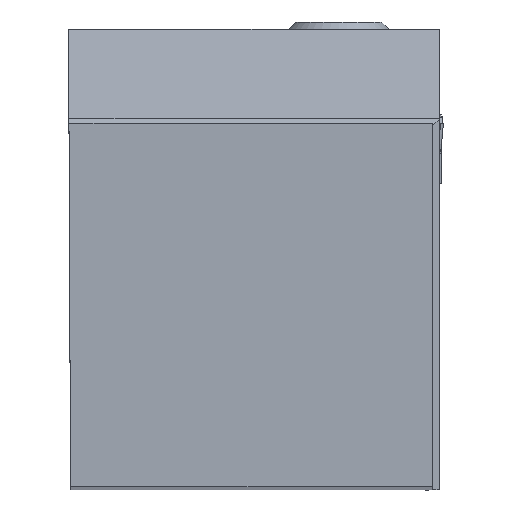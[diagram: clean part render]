
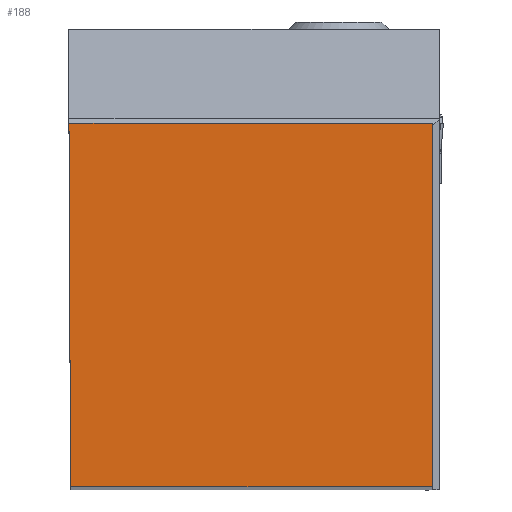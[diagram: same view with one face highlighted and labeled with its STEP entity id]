
A CAD part, top view. The second image highlights one B-rep face of the part: STEP entity #188.
In plain terms, the highlighted planar face has unit normal (0, 0, 1).
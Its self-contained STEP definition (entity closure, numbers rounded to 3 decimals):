
#188=ADVANCED_FACE('BLANK_BOXF006',(#310),#239,.F.);
#239=PLANE('',#1618);
#310=FACE_OUTER_BOUND('',#384,.T.);
#384=EDGE_LOOP('',(#714,#715,#716,#717));
#714=ORIENTED_EDGE('',*,*,#1110,.T.);
#715=ORIENTED_EDGE('',*,*,#1111,.T.);
#716=ORIENTED_EDGE('',*,*,#1112,.T.);
#717=ORIENTED_EDGE('',*,*,#1104,.T.);
#921=VERTEX_POINT('',#2816);
#922=VERTEX_POINT('',#2818);
#925=VERTEX_POINT('',#2829);
#926=VERTEX_POINT('',#2831);
#1104=EDGE_CURVE('',#922,#921,#1254,.T.);
#1110=EDGE_CURVE('',#921,#925,#1260,.T.);
#1111=EDGE_CURVE('',#925,#926,#1261,.T.);
#1112=EDGE_CURVE('',#926,#922,#1262,.T.);
#1254=LINE('',#2817,#1418);
#1260=LINE('',#2828,#1424);
#1261=LINE('',#2830,#1425);
#1262=LINE('',#2832,#1426);
#1418=VECTOR('',#1878,1.);
#1424=VECTOR('',#1888,1.);
#1425=VECTOR('',#1889,1.);
#1426=VECTOR('',#1890,1.);
#1618=AXIS2_PLACEMENT_3D('',#2833,#1891,#1892);
#1878=DIRECTION('',(1.,0.,0.));
#1888=DIRECTION('',(0.,1.,0.));
#1889=DIRECTION('',(-1.,0.,0.));
#1890=DIRECTION('',(0.004,-1.,0.));
#1891=DIRECTION('',(0.,0.,-1.));
#1892=DIRECTION('',(0.,-1.,0.));
#2816=CARTESIAN_POINT('',(25.273,0.,0.));
#2817=CARTESIAN_POINT('',(-126.3,0.,0.));
#2818=CARTESIAN_POINT('',(0.11,0.,0.));
#2828=CARTESIAN_POINT('',(25.273,-126.3,0.));
#2829=CARTESIAN_POINT('',(25.273,25.273,0.));
#2830=CARTESIAN_POINT('',(126.3,25.273,0.));
#2831=CARTESIAN_POINT('',(0.,25.273,0.));
#2832=CARTESIAN_POINT('',(-0.441,126.299,0.));
#2833=CARTESIAN_POINT('',(25.76,-5.,0.));
